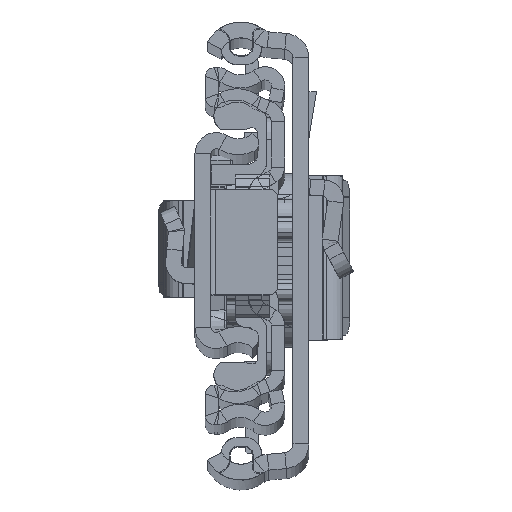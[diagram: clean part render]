
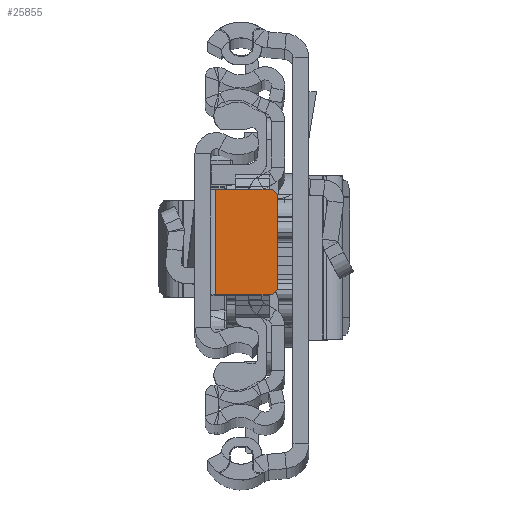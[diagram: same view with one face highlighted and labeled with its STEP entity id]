
A CAD part, top view. The second image highlights one B-rep face of the part: STEP entity #25855.
In plain terms, the highlighted planar face has unit normal (0, 0, 1).
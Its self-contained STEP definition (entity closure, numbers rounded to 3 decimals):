
#1143 = AXIS2_PLACEMENT_3D ( 'NONE', #12884, #13037, #24859 ) ;
#1307 = CARTESIAN_POINT ( 'NONE',  ( -2.3, 6.151, -6.8 ) ) ;
#1926 = AXIS2_PLACEMENT_3D ( 'NONE', #15198, #7756, #21812 ) ;
#2582 = VERTEX_POINT ( 'NONE', #14630 ) ;
#2827 = LINE ( 'NONE', #11919, #17976 ) ;
#2922 = EDGE_CURVE ( 'NONE', #12303, #2582, #29483, .T. ) ;
#3221 = AXIS2_PLACEMENT_3D ( 'NONE', #6492, #27528, #4353 ) ;
#3551 = DIRECTION ( 'NONE',  ( -1., 0., 0. ) ) ;
#3651 = EDGE_CURVE ( 'NONE', #12303, #29624, #24549, .T. ) ;
#4353 = DIRECTION ( 'NONE',  ( 1., 0., 0. ) ) ;
#6492 = CARTESIAN_POINT ( 'NONE',  ( -8.4, -4.849, -6.8 ) ) ;
#7432 = VERTEX_POINT ( 'NONE', #14262 ) ;
#7756 = DIRECTION ( 'NONE',  ( 0., 0., 1. ) ) ;
#7807 = ORIENTED_EDGE ( 'NONE', *, *, #29432, .F. ) ;
#8546 = VERTEX_POINT ( 'NONE', #29131 ) ;
#8609 = VERTEX_POINT ( 'NONE', #29441 ) ;
#10037 = FACE_OUTER_BOUND ( 'NONE', #27425, .T. ) ;
#10256 = ORIENTED_EDGE ( 'NONE', *, *, #29396, .F. ) ;
#10390 = LINE ( 'NONE', #1307, #14585 ) ;
#11919 = CARTESIAN_POINT ( 'NONE',  ( -9.4, -5.849, -6.8 ) ) ;
#12303 = VERTEX_POINT ( 'NONE', #29314 ) ;
#12884 = CARTESIAN_POINT ( 'NONE',  ( -8.4, 5.151, -6.8 ) ) ;
#13037 = DIRECTION ( 'NONE',  ( 0., 0., 1. ) ) ;
#13955 = EDGE_CURVE ( 'NONE', #8609, #2582, #14195, .T. ) ;
#14118 = EDGE_CURVE ( 'NONE', #8609, #7432, #25425, .T. ) ;
#14195 = CIRCLE ( 'NONE', #1143, 1. ) ;
#14217 = ORIENTED_EDGE ( 'NONE', *, *, #3651, .T. ) ;
#14262 = CARTESIAN_POINT ( 'NONE',  ( -2.3, 6.151, -6.8 ) ) ;
#14585 = VECTOR ( 'NONE', #28136, 1000. ) ;
#14630 = CARTESIAN_POINT ( 'NONE',  ( -9.4, 5.151, -6.8 ) ) ;
#15198 = CARTESIAN_POINT ( 'NONE',  ( 0., 0., -6.8 ) ) ;
#15356 = PLANE ( 'NONE',  #1926 ) ;
#16338 = DIRECTION ( 'NONE',  ( 1., 0., 0. ) ) ;
#17976 = VECTOR ( 'NONE', #3551, 1000. ) ;
#18779 = ORIENTED_EDGE ( 'NONE', *, *, #2922, .F. ) ;
#21442 = VECTOR ( 'NONE', #16338, 1000. ) ;
#21812 = DIRECTION ( 'NONE',  ( 1., 0., 0. ) ) ;
#21822 = CARTESIAN_POINT ( 'NONE',  ( -8.4, -5.849, -6.8 ) ) ;
#24549 = CIRCLE ( 'NONE', #3221, 1. ) ;
#24797 = DIRECTION ( 'NONE',  ( 0., 1., 0. ) ) ;
#24859 = DIRECTION ( 'NONE',  ( 1., 0., 0. ) ) ;
#24936 = CARTESIAN_POINT ( 'NONE',  ( -9.4, 6.151, -6.8 ) ) ;
#25425 = LINE ( 'NONE', #27543, #21442 ) ;
#25483 = ORIENTED_EDGE ( 'NONE', *, *, #13955, .T. ) ;
#25855 = ADVANCED_FACE ( 'NONE', ( #10037 ), #15356, .T. ) ;
#25956 = ORIENTED_EDGE ( 'NONE', *, *, #14118, .F. ) ;
#27425 = EDGE_LOOP ( 'NONE', ( #18779, #14217, #10256, #7807, #25956, #25483 ) ) ;
#27528 = DIRECTION ( 'NONE',  ( 0., 0., 1. ) ) ;
#27543 = CARTESIAN_POINT ( 'NONE',  ( -1.8, 6.151, -6.8 ) ) ;
#28136 = DIRECTION ( 'NONE',  ( 0., -1., 0. ) ) ;
#28837 = VECTOR ( 'NONE', #24797, 1000. ) ;
#29131 = CARTESIAN_POINT ( 'NONE',  ( -2.3, -5.849, -6.8 ) ) ;
#29314 = CARTESIAN_POINT ( 'NONE',  ( -9.4, -4.849, -6.8 ) ) ;
#29396 = EDGE_CURVE ( 'NONE', #8546, #29624, #2827, .T. ) ;
#29432 = EDGE_CURVE ( 'NONE', #7432, #8546, #10390, .T. ) ;
#29441 = CARTESIAN_POINT ( 'NONE',  ( -8.4, 6.151, -6.8 ) ) ;
#29483 = LINE ( 'NONE', #24936, #28837 ) ;
#29624 = VERTEX_POINT ( 'NONE', #21822 ) ;
